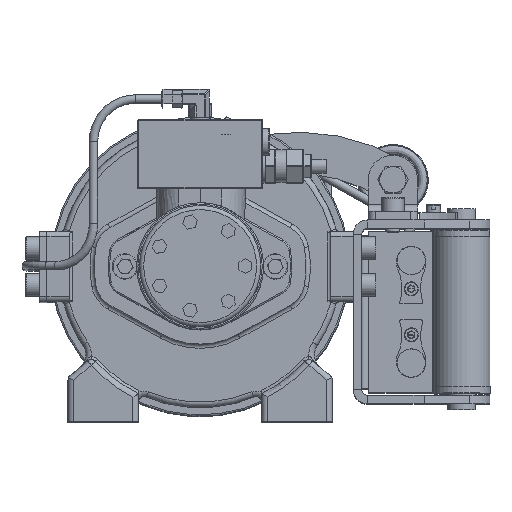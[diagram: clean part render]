
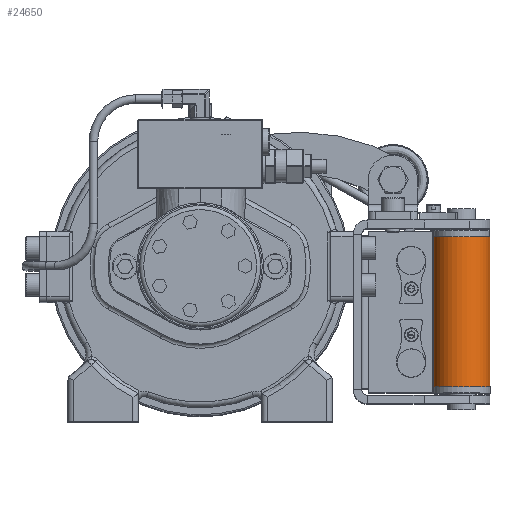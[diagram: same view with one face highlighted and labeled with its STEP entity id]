
A CAD part, top view. The second image highlights one B-rep face of the part: STEP entity #24650.
In plain terms, the highlighted cylindrical face has radius 20 mm (diameter 40 mm), a full revolution.
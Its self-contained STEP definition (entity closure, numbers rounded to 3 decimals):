
#1662=FACE_OUTER_BOUND('',#2978,.T.);
#2978=EDGE_LOOP('',(#18929,#18930,#18931,#18932,#18933,#18934));
#4393=CIRCLE('',#26668,20.);
#4394=CIRCLE('',#26669,20.);
#4395=CIRCLE('',#26670,20.);
#4396=CIRCLE('',#26671,20.);
#6245=LINE('',#45033,#8080);
#8080=VECTOR('',#31389,20.);
#10540=VERTEX_POINT('',#45029);
#10541=VERTEX_POINT('',#45030);
#10542=VERTEX_POINT('',#45032);
#10543=VERTEX_POINT('',#45034);
#13789=EDGE_CURVE('',#10540,#10541,#4393,.T.);
#13790=EDGE_CURVE('',#10541,#10542,#6245,.T.);
#13791=EDGE_CURVE('',#10543,#10542,#4394,.T.);
#13792=EDGE_CURVE('',#10542,#10543,#4395,.T.);
#13793=EDGE_CURVE('',#10541,#10540,#4396,.T.);
#18929=ORIENTED_EDGE('',*,*,#13789,.T.);
#18930=ORIENTED_EDGE('',*,*,#13790,.T.);
#18931=ORIENTED_EDGE('',*,*,#13791,.F.);
#18932=ORIENTED_EDGE('',*,*,#13792,.F.);
#18933=ORIENTED_EDGE('',*,*,#13790,.F.);
#18934=ORIENTED_EDGE('',*,*,#13793,.T.);
#22733=CYLINDRICAL_SURFACE('',#26667,20.);
#24650=ADVANCED_FACE('',(#1662),#22733,.T.);
#26667=AXIS2_PLACEMENT_3D('',#45028,#31385,#31386);
#26668=AXIS2_PLACEMENT_3D('',#45031,#31387,#31388);
#26669=AXIS2_PLACEMENT_3D('',#45035,#31390,#31391);
#26670=AXIS2_PLACEMENT_3D('',#45036,#31392,#31393);
#26671=AXIS2_PLACEMENT_3D('',#45037,#31394,#31395);
#31385=DIRECTION('center_axis',(0.,1.,0.));
#31386=DIRECTION('ref_axis',(0.938,0.,0.346));
#31387=DIRECTION('center_axis',(0.,-1.,0.));
#31388=DIRECTION('ref_axis',(-0.938,0.,-0.346));
#31389=DIRECTION('',(0.,-1.,0.));
#31390=DIRECTION('center_axis',(0.,-1.,0.));
#31391=DIRECTION('ref_axis',(-0.938,0.,-0.346));
#31392=DIRECTION('center_axis',(0.,-1.,0.));
#31393=DIRECTION('ref_axis',(-0.938,0.,-0.346));
#31394=DIRECTION('center_axis',(0.,-1.,0.));
#31395=DIRECTION('ref_axis',(-0.938,0.,-0.346));
#45028=CARTESIAN_POINT('Origin',(135.438,-81.366,326.675));
#45029=CARTESIAN_POINT('',(154.2,24.634,333.602));
#45030=CARTESIAN_POINT('',(116.676,24.634,319.748));
#45031=CARTESIAN_POINT('Origin',(135.438,24.634,326.675));
#45032=CARTESIAN_POINT('',(116.676,-81.366,319.748));
#45033=CARTESIAN_POINT('',(116.676,-81.366,319.748));
#45034=CARTESIAN_POINT('',(154.2,-81.366,333.602));
#45035=CARTESIAN_POINT('Origin',(135.438,-81.366,326.675));
#45036=CARTESIAN_POINT('Origin',(135.438,-81.366,326.675));
#45037=CARTESIAN_POINT('Origin',(135.438,24.634,326.675));
